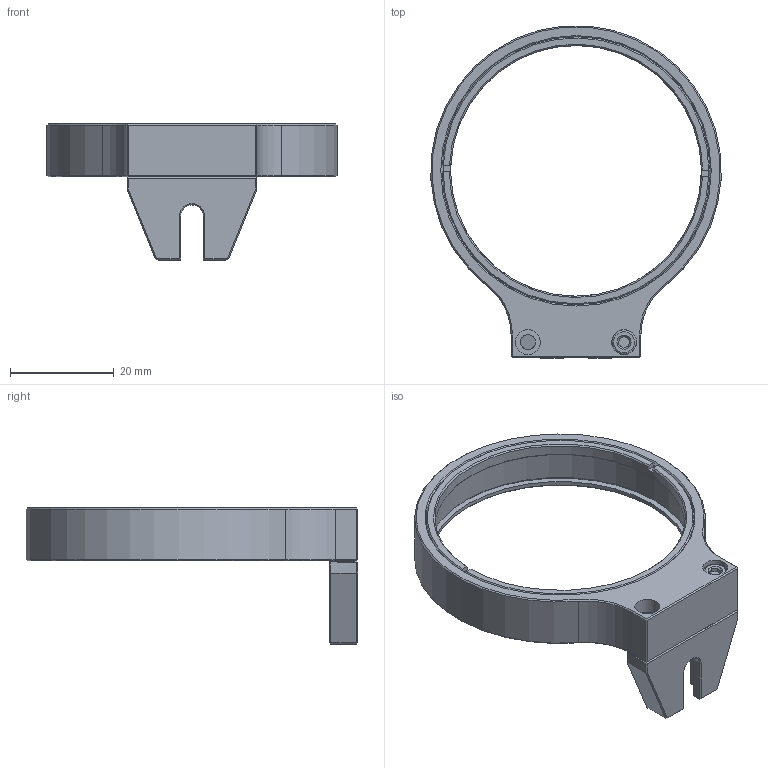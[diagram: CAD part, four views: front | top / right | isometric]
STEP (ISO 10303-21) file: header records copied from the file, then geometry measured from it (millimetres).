
FILE_DESCRIPTION (( 'STEP AP203' ), '1' );
FILE_NAME ('530147.STEP', '2025-05-07T03:56:17', ( 'Windows User' ), ( 'P R C' ), 'SwSTEP 2.0', 'SolidWorks 2020', '' );
FILE_SCHEMA (( 'CONFIG_CONTROL_DESIGN' ));
Length unit declared in the file: millimetre
Products named in the file (1): 530147
Bounding box: 55.91 x 63.9 x 26.2 mm (x, y, z)
Surface area: 6990.1 mm2 (no closed solid volume)
Topology: 0 solids, 4 shells, 114 faces, 264 edges, 159 vertices
Faces by surface type: plane 82, cone 19, cylinder 12, bspline 1
Full cylindrical faces by diameter (mm): 4.8 x2, 48.3 x1, 49.69 x1, 51.09 x1, 52.09 x1
Entity records: 3735 total; most frequent: CARTESIAN_POINT 1193, DIRECTION 500, ORIENTED_EDGE 470, EDGE_CURVE 248, VECTOR 174, LINE 174, AXIS2_PLACEMENT_3D 163, VERTEX_POINT 154
